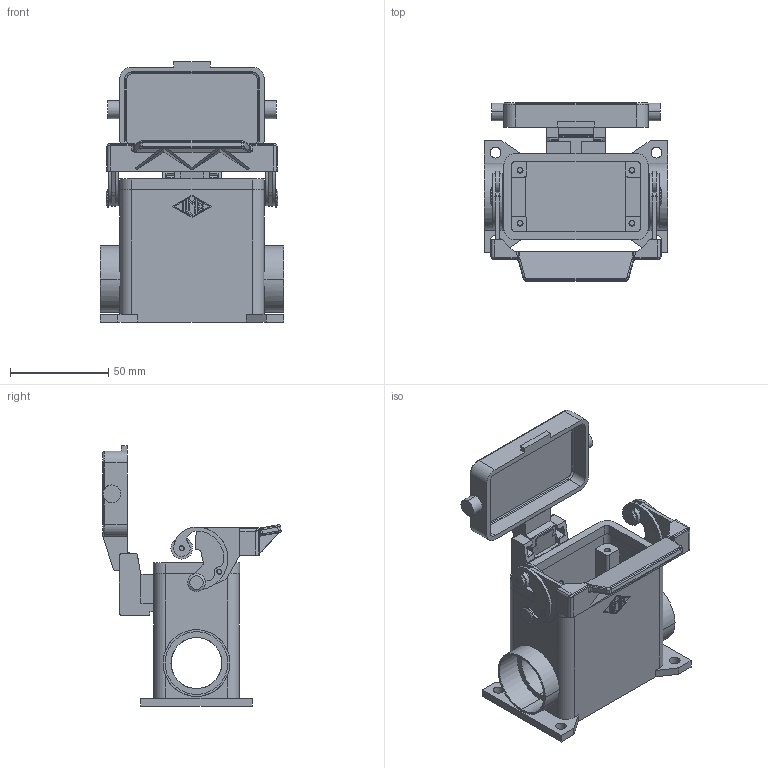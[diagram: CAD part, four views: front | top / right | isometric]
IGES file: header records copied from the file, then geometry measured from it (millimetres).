
Global section: file name: No Iges File Name specified; native system: AutoDesk Inventor R6.1; preprocessor: AutoDesk Inventor Iges Exporter R6.1; author: No Author specified; organization: No Organization specified; date: 20070104.103748; units: millimetre
Bounding box: 93.5 x 90.95 x 132.7 mm (x, y, z)
Volume: 123235.2 mm3; surface area: 71804.9 mm2
Topology: 6 solids, 6 shells, 594 faces, 1590 edges, 1036 vertices
Faces by surface type: plane 251, bspline 134, cylinder 108, revolution 75, torus 16, cone 6, sphere 4
